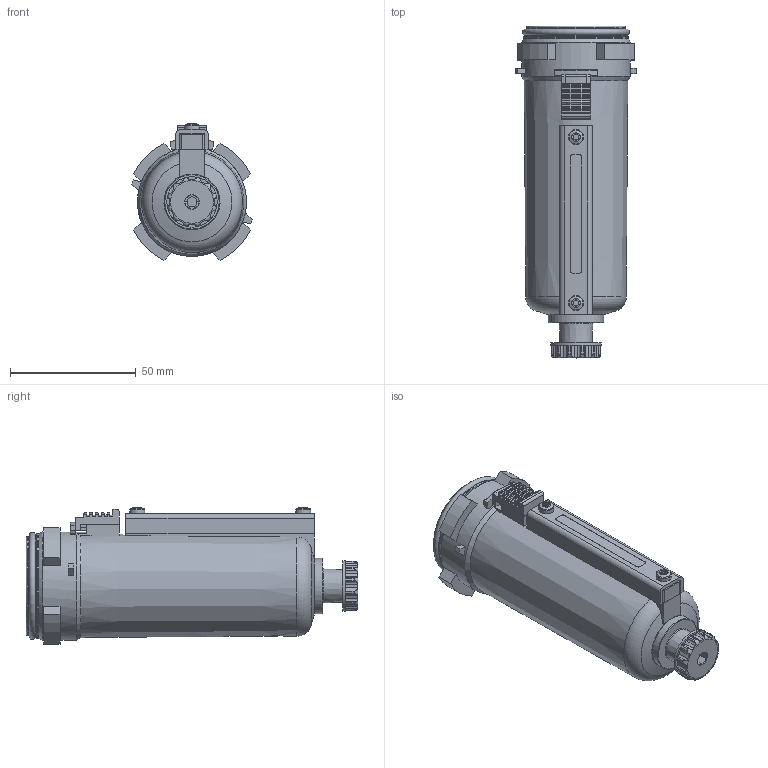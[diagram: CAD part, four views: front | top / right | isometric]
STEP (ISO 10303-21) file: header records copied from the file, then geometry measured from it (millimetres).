
FILE_DESCRIPTION( ( 'STEP AP203' ), ' ' );
FILE_NAME( '90002.0220.stp', '2017-03-10T08:39:16', ( '' ), ( '' ), ' ', 'PARTsolutions', ' ' );
FILE_SCHEMA( ( 'CONFIG_CONTROL_DESIGN' ) );
Length unit declared in the file: millimetre
Products named in the file (5): 90002.0220; _90002.0220_G; _90002.0220_A; _90002.0220_RE; _90002.0220_DIS
Assembly tree (4 placements, depth 2):
  90002.0220
    _90002.0220_G
    _90002.0220_A
    _90002.0220_RE
    _90002.0220_DIS
Bounding box: 47.99 x 132 x 54.3 mm (x, y, z)
Volume: 165272.9 mm3; surface area: 27440.6 mm2
Topology: 4 solids, 4 shells, 352 faces, 945 edges, 620 vertices
Faces by surface type: plane 156, cylinder 143, torus 39, cone 11, bspline 2, sphere 1
Full cylindrical faces by diameter (mm): 4 x1, 6 x2, 7.6 x1, 8 x1, 8.566 x1, 9.728 x1, 20 x1, 22 x1, 37.9 x2, 39.1 x1, 41.7 x1, 43.4 x1
Entity records: 11664 total; most frequent: CARTESIAN_POINT 2837, DIRECTION 1802, ORIENTED_EDGE 1800, EDGE_CURVE 900, AXIS2_PLACEMENT_3D 679, VERTEX_POINT 614, LINE 444, VECTOR 444
